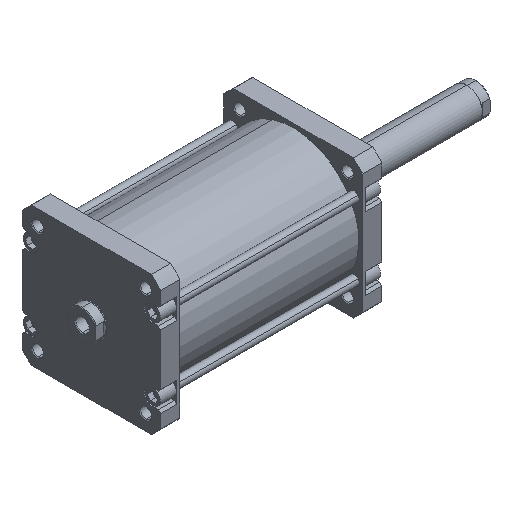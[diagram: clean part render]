
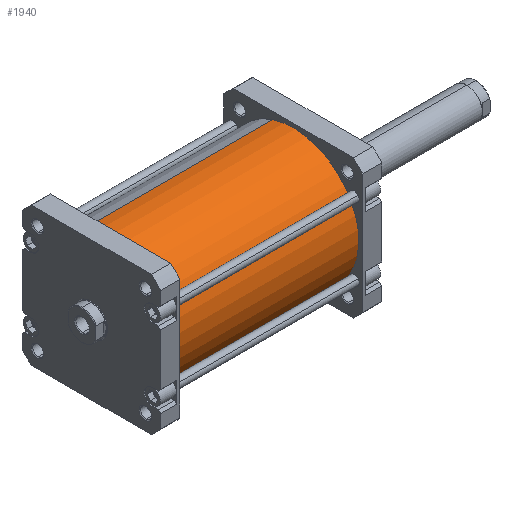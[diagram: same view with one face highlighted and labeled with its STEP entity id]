
A CAD part, isometric view. The second image highlights one B-rep face of the part: STEP entity #1940.
In plain terms, the highlighted cylindrical face has radius 85 mm (diameter 170 mm), a partial arc.
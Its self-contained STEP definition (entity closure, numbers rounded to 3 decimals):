
#1940 = ADVANCED_FACE ( 'NONE', ( #4082 ), #4085, .T. ) ;
#2118 = DIRECTION ( 'NONE',  ( -1., 0., 0. ) ) ;
#2119 = CARTESIAN_POINT ( 'NONE',  ( 0., 0., 237. ) ) ;
#2135 = DIRECTION ( 'NONE',  ( 0., 0., -1. ) ) ;
#2418 = EDGE_LOOP ( 'NONE', ( #3715, #3714, #3716, #3717 ) ) ;
#2688 = VERTEX_POINT ( 'NONE', #5230 ) ;
#2696 = VERTEX_POINT ( 'NONE', #5238 ) ;
#2729 = VERTEX_POINT ( 'NONE', #5271 ) ;
#2743 = VERTEX_POINT ( 'NONE', #5285 ) ;
#2865 = EDGE_CURVE ( 'NONE', #2729, #2688, #4450, .T. ) ;
#2868 = EDGE_CURVE ( 'NONE', #2696, #2743, #4456, .T. ) ;
#2872 = EDGE_CURVE ( 'NONE', #2743, #2688, #4462, .T. ) ;
#2873 = EDGE_CURVE ( 'NONE', #2696, #2729, #4464, .T. ) ;
#3424 = AXIS2_PLACEMENT_3D ( 'NONE', #2119, #2135, #2118 ) ;
#3714 = ORIENTED_EDGE ( 'NONE', *, *, #2873, .F. ) ;
#3715 = ORIENTED_EDGE ( 'NONE', *, *, #2865, .F. ) ;
#3716 = ORIENTED_EDGE ( 'NONE', *, *, #2868, .T. ) ;
#3717 = ORIENTED_EDGE ( 'NONE', *, *, #2872, .T. ) ;
#4082 = FACE_OUTER_BOUND ( 'NONE', #2418, .T. ) ;
#4085 = CYLINDRICAL_SURFACE ( 'NONE', #3424, 85. ) ;
#4450 = LINE ( 'NONE', #5405, #4453 ) ;
#4453 = VECTOR ( 'NONE', #5408, 1000. ) ;
#4454 = VECTOR ( 'NONE', #5416, 1000. ) ;
#4456 = LINE ( 'NONE', #5409, #4454 ) ;
#4462 = CIRCLE ( 'NONE', #5981, 85. ) ;
#4464 = CIRCLE ( 'NONE', #5985, 85. ) ;
#5230 = CARTESIAN_POINT ( 'NONE',  ( 85., 0., 0. ) ) ;
#5238 = CARTESIAN_POINT ( 'NONE',  ( -85., 0., 237. ) ) ;
#5271 = CARTESIAN_POINT ( 'NONE',  ( 85., 0., 237. ) ) ;
#5285 = CARTESIAN_POINT ( 'NONE',  ( -85., 0., 0. ) ) ;
#5405 = CARTESIAN_POINT ( 'NONE',  ( 85., 0., 237. ) ) ;
#5408 = DIRECTION ( 'NONE',  ( 0., 0., -1. ) ) ;
#5409 = CARTESIAN_POINT ( 'NONE',  ( -85., 0., 237. ) ) ;
#5416 = DIRECTION ( 'NONE',  ( 0., 0., -1. ) ) ;
#5418 = CARTESIAN_POINT ( 'NONE',  ( 0., 0., 0. ) ) ;
#5422 = CARTESIAN_POINT ( 'NONE',  ( 0., 0., 237. ) ) ;
#5426 = DIRECTION ( 'NONE',  ( 0., 0., 1. ) ) ;
#5427 = DIRECTION ( 'NONE',  ( 1., 0., 0. ) ) ;
#5429 = DIRECTION ( 'NONE',  ( 0., 0., 1. ) ) ;
#5430 = DIRECTION ( 'NONE',  ( 1., 0., 0. ) ) ;
#5981 = AXIS2_PLACEMENT_3D ( 'NONE', #5418, #5426, #5427 ) ;
#5985 = AXIS2_PLACEMENT_3D ( 'NONE', #5422, #5429, #5430 ) ;
